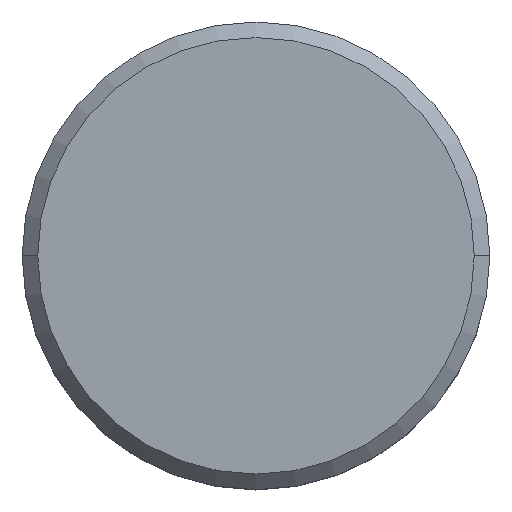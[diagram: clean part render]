
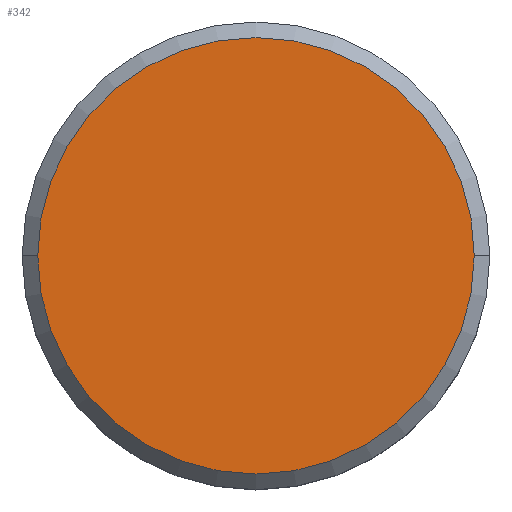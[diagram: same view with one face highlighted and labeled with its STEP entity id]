
A CAD part, top view. The second image highlights one B-rep face of the part: STEP entity #342.
In plain terms, the highlighted planar face has unit normal (0, 0, 1).
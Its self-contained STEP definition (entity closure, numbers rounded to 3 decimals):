
#7 = CARTESIAN_POINT ( 'NONE',  ( 0., 0., 0. ) ) ;
#27 = AXIS2_PLACEMENT_3D ( 'NONE', #327, #235, #233 ) ;
#66 = CARTESIAN_POINT ( 'NONE',  ( 0., 0., 0. ) ) ;
#67 = CIRCLE ( 'NONE', #272, 7. ) ;
#70 = EDGE_CURVE ( 'NONE', #297, #304, #144, .T. ) ;
#132 = PLANE ( 'NONE',  #27 ) ;
#139 = CARTESIAN_POINT ( 'NONE',  ( -7., 0., 0. ) ) ;
#144 = CIRCLE ( 'NONE', #359, 7. ) ;
#154 = EDGE_LOOP ( 'NONE', ( #309, #361 ) ) ;
#229 = FACE_OUTER_BOUND ( 'NONE', #154, .T. ) ;
#233 = DIRECTION ( 'NONE',  ( 1., 0., 0. ) ) ;
#235 = DIRECTION ( 'NONE',  ( 0., 0., 1. ) ) ;
#247 = DIRECTION ( 'NONE',  ( 0., 0., 1. ) ) ;
#272 = AXIS2_PLACEMENT_3D ( 'NONE', #66, #247, #298 ) ;
#297 = VERTEX_POINT ( 'NONE', #370 ) ;
#298 = DIRECTION ( 'NONE',  ( 1., 0., 0. ) ) ;
#304 = VERTEX_POINT ( 'NONE', #139 ) ;
#306 = DIRECTION ( 'NONE',  ( 0., 0., 1. ) ) ;
#309 = ORIENTED_EDGE ( 'NONE', *, *, #564, .T. ) ;
#327 = CARTESIAN_POINT ( 'NONE',  ( 0., 0., 0. ) ) ;
#342 = ADVANCED_FACE ( 'NONE', ( #229 ), #132, .T. ) ;
#359 = AXIS2_PLACEMENT_3D ( 'NONE', #7, #306, #408 ) ;
#361 = ORIENTED_EDGE ( 'NONE', *, *, #70, .T. ) ;
#370 = CARTESIAN_POINT ( 'NONE',  ( 7., 0., 0. ) ) ;
#408 = DIRECTION ( 'NONE',  ( 1., 0., 0. ) ) ;
#564 = EDGE_CURVE ( 'NONE', #304, #297, #67, .T. ) ;
